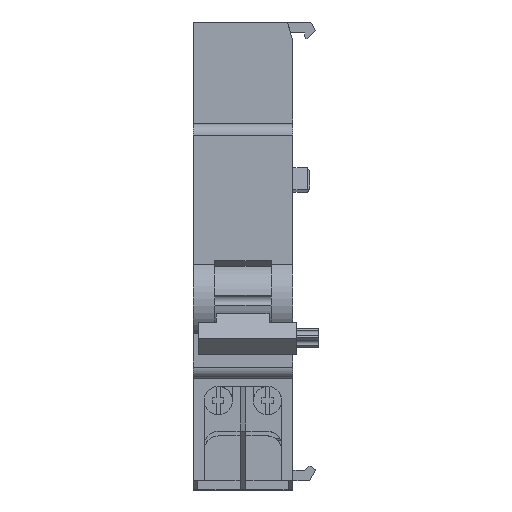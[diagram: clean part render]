
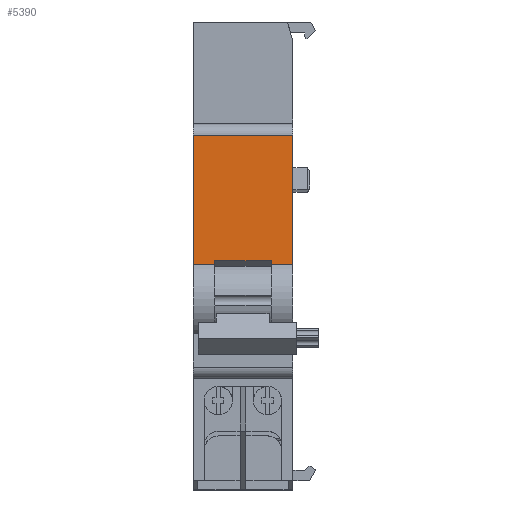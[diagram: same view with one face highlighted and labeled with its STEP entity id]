
A CAD part, top view. The second image highlights one B-rep face of the part: STEP entity #5390.
In plain terms, the highlighted planar face has unit normal (0, 0, 1).
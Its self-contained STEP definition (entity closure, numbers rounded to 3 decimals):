
#357=DIRECTION('',(0.,1.,0.));
#358=VECTOR('',#357,22.843);
#359=CARTESIAN_POINT('',(17.6,39.657,-3.313));
#360=LINE('',#359,#358);
#1531=DIRECTION('',(-1.,0.,0.));
#1532=VECTOR('',#1531,17.6);
#1533=CARTESIAN_POINT('',(17.6,62.5,-3.313));
#1534=LINE('',#1533,#1532);
#1535=DIRECTION('',(-1.,0.,0.));
#1536=VECTOR('',#1535,10.);
#1537=CARTESIAN_POINT('',(13.8,40.34,-3.313));
#1538=LINE('',#1537,#1536);
#1539=DIRECTION('',(0.,-1.,0.));
#1540=VECTOR('',#1539,0.683);
#1541=CARTESIAN_POINT('',(3.8,40.34,-3.313));
#1542=LINE('',#1541,#1540);
#1543=DIRECTION('',(0.,1.,0.));
#1544=VECTOR('',#1543,22.843);
#1545=CARTESIAN_POINT('',(0.,39.657,-3.313));
#1546=LINE('',#1545,#1544);
#1547=DIRECTION('',(0.,-1.,0.));
#1548=VECTOR('',#1547,0.683);
#1549=CARTESIAN_POINT('',(13.8,40.34,-3.313));
#1550=LINE('',#1549,#1548);
#1619=DIRECTION('',(1.,0.,0.));
#1620=VECTOR('',#1619,3.8);
#1621=CARTESIAN_POINT('',(13.8,39.657,-3.313));
#1622=LINE('',#1621,#1620);
#1655=DIRECTION('',(1.,0.,0.));
#1656=VECTOR('',#1655,3.8);
#1657=CARTESIAN_POINT('',(0.,39.657,-3.313));
#1658=LINE('',#1657,#1656);
#2639=CARTESIAN_POINT('',(0.,62.5,-3.313));
#2640=VERTEX_POINT('',#2639);
#2641=CARTESIAN_POINT('',(0.,39.657,-3.313));
#2642=VERTEX_POINT('',#2641);
#2793=CARTESIAN_POINT('',(17.6,39.657,-3.313));
#2795=VERTEX_POINT('',#2793);
#2796=CARTESIAN_POINT('',(17.6,62.5,-3.313));
#2797=VERTEX_POINT('',#2796);
#3030=CARTESIAN_POINT('',(13.8,40.34,-3.313));
#3031=CARTESIAN_POINT('',(13.8,39.657,-3.313));
#3032=VERTEX_POINT('',#3030);
#3033=VERTEX_POINT('',#3031);
#3034=CARTESIAN_POINT('',(3.8,40.34,-3.313));
#3035=VERTEX_POINT('',#3034);
#3036=CARTESIAN_POINT('',(3.8,39.657,-3.313));
#3037=VERTEX_POINT('',#3036);
#5370=CARTESIAN_POINT('',(0.,62.5,-3.313));
#5371=DIRECTION('',(0.,0.,1.));
#5372=DIRECTION('',(0.,-1.,0.));
#5373=AXIS2_PLACEMENT_3D('',#5370,#5371,#5372);
#5374=PLANE('',#5373);
#5376=ORIENTED_EDGE('',*,*,#5375,.F.);
#5378=ORIENTED_EDGE('',*,*,#5377,.T.);
#5380=ORIENTED_EDGE('',*,*,#5379,.T.);
#5382=ORIENTED_EDGE('',*,*,#5381,.F.);
#5383=ORIENTED_EDGE('',*,*,#3459,.T.);
#5384=ORIENTED_EDGE('',*,*,#5365,.F.);
#5385=ORIENTED_EDGE('',*,*,#3835,.F.);
#5387=ORIENTED_EDGE('',*,*,#5386,.F.);
#5388=EDGE_LOOP('',(#5376,#5378,#5380,#5382,#5383,#5384,#5385,#5387));
#5389=FACE_OUTER_BOUND('',#5388,.F.);
#5390=ADVANCED_FACE('',(#5389),#5374,.T.);
#3459=EDGE_CURVE('',#2642,#2640,#1546,.T.);
#3835=EDGE_CURVE('',#2795,#2797,#360,.T.);
#5365=EDGE_CURVE('',#2797,#2640,#1534,.T.);
#5375=EDGE_CURVE('',#3032,#3033,#1550,.T.);
#5377=EDGE_CURVE('',#3032,#3035,#1538,.T.);
#5379=EDGE_CURVE('',#3035,#3037,#1542,.T.);
#5381=EDGE_CURVE('',#2642,#3037,#1658,.T.);
#5386=EDGE_CURVE('',#3033,#2795,#1622,.T.);
